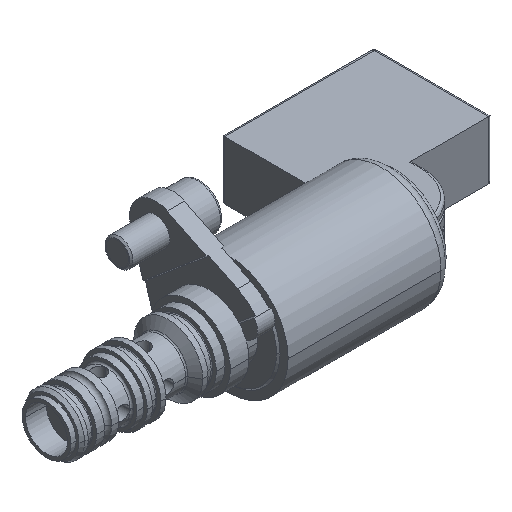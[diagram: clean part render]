
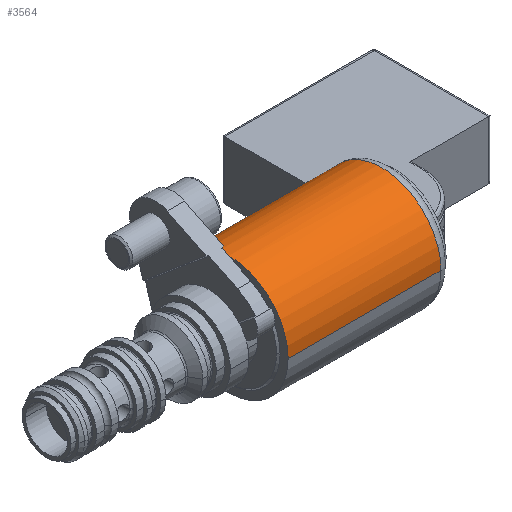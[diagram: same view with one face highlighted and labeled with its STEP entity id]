
A CAD part, isometric view. The second image highlights one B-rep face of the part: STEP entity #3564.
In plain terms, the highlighted cylindrical face has radius 17.1 mm (diameter 34.2 mm), a partial arc.
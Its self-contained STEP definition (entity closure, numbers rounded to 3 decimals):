
#309=CARTESIAN_POINT('',(55.1,0.,0.));
#310=DIRECTION('',(-1.,0.,0.));
#311=DIRECTION('',(0.,-1.,0.));
#312=AXIS2_PLACEMENT_3D('',#309,#310,#311);
#314=CARTESIAN_POINT('',(55.1,14.895,8.4));
#323=DIRECTION('',(1.,0.,0.));
#324=VECTOR('',#323,44.05);
#325=CARTESIAN_POINT('',(11.05,-17.1,0.));
#326=LINE('',#325,#324);
#335=CARTESIAN_POINT('',(48.9,0.,0.));
#336=DIRECTION('',(-1.,0.,0.));
#337=DIRECTION('',(0.,0.871,0.491));
#338=AXIS2_PLACEMENT_3D('',#335,#336,#337);
#431=DIRECTION('',(1.,0.,0.));
#432=VECTOR('',#431,6.2);
#433=CARTESIAN_POINT('',(48.9,14.895,8.4));
#434=LINE('',#433,#432);
#435=DIRECTION('',(1.,0.,0.));
#436=VECTOR('',#435,37.85);
#437=CARTESIAN_POINT('',(11.05,17.1,0.));
#438=LINE('',#437,#436);
#439=CARTESIAN_POINT('',(11.05,0.,0.));
#440=DIRECTION('',(1.,0.,0.));
#441=DIRECTION('',(0.,1.,0.));
#442=AXIS2_PLACEMENT_3D('',#439,#440,#441);
#2614=VERTEX_POINT('',#314);
#2615=CARTESIAN_POINT('',(48.9,14.895,8.4));
#2616=VERTEX_POINT('',#2615);
#2711=CARTESIAN_POINT('',(55.1,-17.1,0.));
#2712=VERTEX_POINT('',#2711);
#2713=CARTESIAN_POINT('',(48.9,17.1,0.));
#2714=VERTEX_POINT('',#2713);
#2715=CARTESIAN_POINT('',(11.05,17.1,0.));
#2716=VERTEX_POINT('',#2715);
#2717=CARTESIAN_POINT('',(11.05,-17.1,0.));
#2718=VERTEX_POINT('',#2717);
#3550=CARTESIAN_POINT('',(-46.48,0.,0.));
#3551=DIRECTION('',(1.,0.,0.));
#3552=DIRECTION('',(0.,-1.,0.));
#3553=AXIS2_PLACEMENT_3D('',#3550,#3551,#3552);
#3554=CYLINDRICAL_SURFACE('',#3553,17.1);
#3555=ORIENTED_EDGE('',*,*,#3451,.F.);
#3556=ORIENTED_EDGE('',*,*,#3221,.T.);
#3557=ORIENTED_EDGE('',*,*,#3419,.F.);
#3558=ORIENTED_EDGE('',*,*,#3436,.F.);
#3560=ORIENTED_EDGE('',*,*,#3559,.F.);
#3561=ORIENTED_EDGE('',*,*,#3432,.T.);
#3562=EDGE_LOOP('',(#3555,#3556,#3557,#3558,#3560,#3561));
#3563=FACE_OUTER_BOUND('',#3562,.F.);
#313=CIRCLE('',#312,17.1);
#339=CIRCLE('',#338,17.1);
#443=CIRCLE('',#442,17.1);
#3221=EDGE_CURVE('',#2616,#2614,#434,.T.);
#3419=EDGE_CURVE('',#2712,#2614,#313,.T.);
#3432=EDGE_CURVE('',#2716,#2714,#438,.T.);
#3436=EDGE_CURVE('',#2718,#2712,#326,.T.);
#3451=EDGE_CURVE('',#2616,#2714,#339,.T.);
#3559=EDGE_CURVE('',#2716,#2718,#443,.T.);
#3564=ADVANCED_FACE('',(#3563),#3554,.T.);
